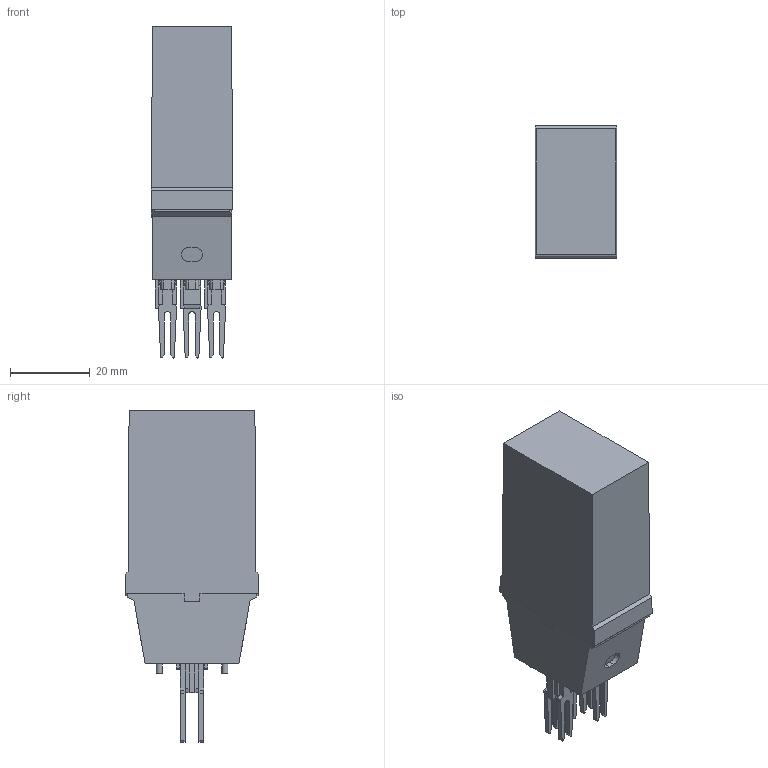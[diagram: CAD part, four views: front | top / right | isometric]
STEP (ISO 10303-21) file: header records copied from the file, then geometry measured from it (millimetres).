
FILE_DESCRIPTION(('Creo Elements/Direct Modeling STEP Export'),'2;1');
FILE_NAME('model.stp','2020-06-03T11:57:35',(''),(''),'Creo Elements/Direct Modeling STEP processor for AP214 (Solid Model)','Creo Elements/Direct Modeling 20.1A 29-Sep-2018 (C) Parametric Technology GmbH','');
FILE_SCHEMA(('AUTOMOTIVE_DESIGN { 1 0 10303 214 1 1 1 1 }'));
Length unit declared in the file: millimetre
Products named in the file (2): ST-REL3-SG_24_21-select
Assembly tree (1 placements, depth 2):
  ST-REL3-SG_24_21-select
    ST-REL3-SG_24_21-select
Bounding box: 20.4 x 33.5 x 83.2 mm (x, y, z)
Volume: 39730 mm3; surface area: 9117.4 mm2
Topology: 1 solids, 1 shells, 235 faces, 621 edges, 410 vertices
Faces by surface type: plane 204, cylinder 31
Entity records: 9024 total; most frequent: CARTESIAN_POINT 1254, ORIENTED_EDGE 1242, DIRECTION 1137, EDGE_CURVE 621, VECTOR 551, LINE 551, VERTEX_POINT 410, AXIS2_PLACEMENT_3D 293
